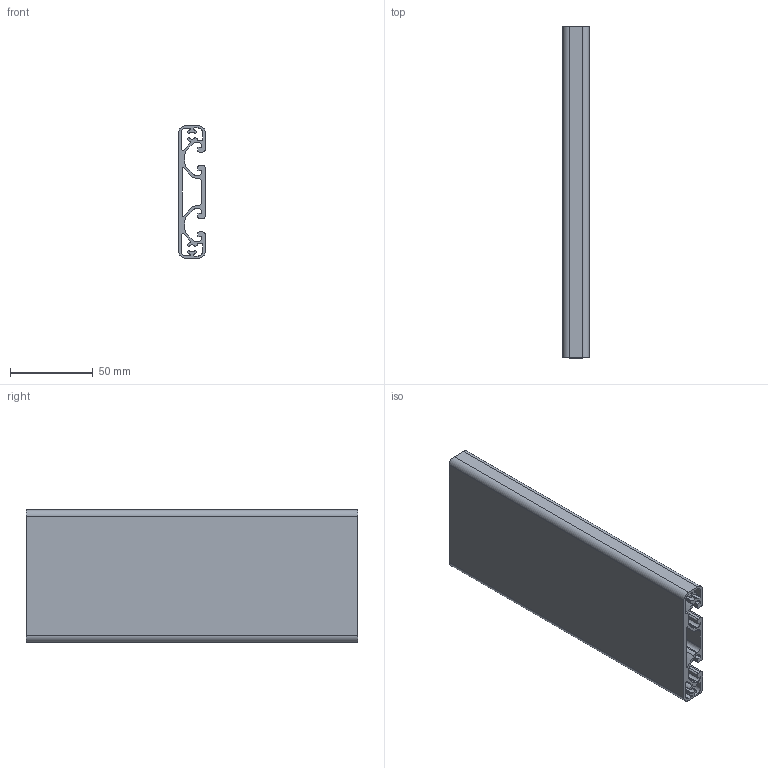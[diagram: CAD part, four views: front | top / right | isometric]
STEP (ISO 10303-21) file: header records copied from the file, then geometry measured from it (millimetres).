
FILE_DESCRIPTION(/* description */ ('Aluminiumprofil 80x16E'),/* implementation_level */ '2;1');
FILE_NAME(/* name */ 'Syskomp 281801901 Aluminiumprofil 80x16E.stp',/* time_stamp */ '2017-08-23T13:12:53+02:00',/* author */ ('wheldmann'),/* organization */ (''),/* preprocessor_version */ 'ST-DEVELOPER v16.1',/* originating_system */ 'Autodesk Inventor 2016',/* authorisation */ ' ');
FILE_SCHEMA (('AUTOMOTIVE_DESIGN { 1 0 10303 214 3 1 1 }'));
Length unit declared in the file: millimetre
Products named in the file (1): 281801901 Aluminiumprofil 80x16E - 200
Bounding box: 16 x 200 x 80 mm (x, y, z)
Volume: 97156.3 mm3; surface area: 97447.9 mm2
Topology: 1 solids, 1 shells, 150 faces, 444 edges, 296 vertices
Faces by surface type: cylinder 92, plane 58
Entity records: 5128 total; most frequent: DIRECTION 930, CARTESIAN_POINT 891, ORIENTED_EDGE 888, EDGE_CURVE 444, AXIS2_PLACEMENT_3D 335, VERTEX_POINT 296, LINE 260, VECTOR 260
